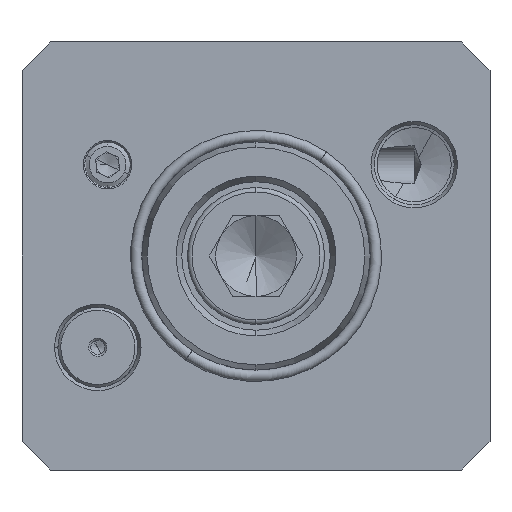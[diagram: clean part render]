
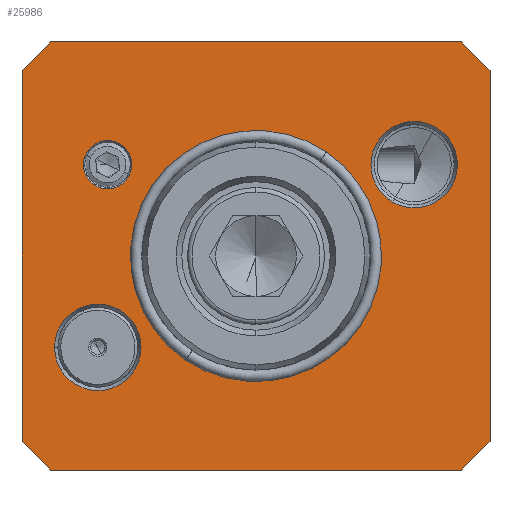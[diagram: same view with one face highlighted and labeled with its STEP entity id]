
A CAD part, left-side view. The second image highlights one B-rep face of the part: STEP entity #25986.
In plain terms, the highlighted planar face has unit normal (-1, 0, 0).
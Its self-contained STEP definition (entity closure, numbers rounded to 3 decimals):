
#186 = LINE ( 'NONE', #9346, #5858 ) ;
#214 = CIRCLE ( 'NONE', #6460, 7.577 ) ;
#587 = LINE ( 'NONE', #25157, #24934 ) ;
#889 = DIRECTION ( 'NONE',  ( 0., -1., 0. ) ) ;
#1322 = DIRECTION ( 'NONE',  ( -1., 0., 0. ) ) ;
#1337 = CARTESIAN_POINT ( 'NONE',  ( 0., 41., 32.5 ) ) ;
#1357 = LINE ( 'NONE', #23935, #14305 ) ;
#1544 = CIRCLE ( 'NONE', #28791, 7.577 ) ;
#1623 = CARTESIAN_POINT ( 'NONE',  ( 0., 27.713, -16. ) ) ;
#1736 = CARTESIAN_POINT ( 'NONE',  ( 0., 41., 32.5 ) ) ;
#1784 = ORIENTED_EDGE ( 'NONE', *, *, #7357, .F. ) ;
#1979 = CARTESIAN_POINT ( 'NONE',  ( 0., 41., -32.5 ) ) ;
#2019 = VERTEX_POINT ( 'NONE', #9297 ) ;
#2063 = EDGE_LOOP ( 'NONE', ( #4354, #27808 ) ) ;
#2132 = ORIENTED_EDGE ( 'NONE', *, *, #27456, .F. ) ;
#2944 = CARTESIAN_POINT ( 'NONE',  ( 0., -36., 37.5 ) ) ;
#3023 = AXIS2_PLACEMENT_3D ( 'NONE', #20665, #18268, #13632 ) ;
#3046 = DIRECTION ( 'NONE',  ( -1., 0., 0. ) ) ;
#3548 = AXIS2_PLACEMENT_3D ( 'NONE', #19456, #5990, #10614 ) ;
#3776 = EDGE_LOOP ( 'NONE', ( #2132, #20221, #1784, #13758, #19347, #4301, #5149, #9477 ) ) ;
#3973 = LINE ( 'NONE', #1736, #8349 ) ;
#4008 = CARTESIAN_POINT ( 'NONE',  ( 0., -41., 32.5 ) ) ;
#4164 = CARTESIAN_POINT ( 'NONE',  ( 0., -23.924, 9.438 ) ) ;
#4301 = ORIENTED_EDGE ( 'NONE', *, *, #13374, .F. ) ;
#4354 = ORIENTED_EDGE ( 'NONE', *, *, #27855, .T. ) ;
#4528 = CARTESIAN_POINT ( 'NONE',  ( 0., -36., -37.5 ) ) ;
#4918 = VERTEX_POINT ( 'NONE', #7139 ) ;
#5149 = ORIENTED_EDGE ( 'NONE', *, *, #23016, .F. ) ;
#5511 = CIRCLE ( 'NONE', #22227, 7.577 ) ;
#5707 = DIRECTION ( 'NONE',  ( 0., 1., 0. ) ) ;
#5858 = VECTOR ( 'NONE', #9202, 1000. ) ;
#5990 = DIRECTION ( 'NONE',  ( -1., 0., 0. ) ) ;
#6283 = DIRECTION ( 'NONE',  ( 0., 1., 0. ) ) ;
#6289 = VERTEX_POINT ( 'NONE', #29253 ) ;
#6460 = AXIS2_PLACEMENT_3D ( 'NONE', #15245, #13039, #6283 ) ;
#6760 = DIRECTION ( 'NONE',  ( 0., 0., 1. ) ) ;
#7139 = CARTESIAN_POINT ( 'NONE',  ( 0., 20.135, -16. ) ) ;
#7285 = CARTESIAN_POINT ( 'NONE',  ( 0., 36., -37.5 ) ) ;
#7315 = CIRCLE ( 'NONE', #16395, 20.2 ) ;
#7357 = EDGE_CURVE ( 'NONE', #16039, #17082, #1357, .T. ) ;
#7461 = CARTESIAN_POINT ( 'NONE',  ( 0., 26., 11.75 ) ) ;
#7895 = VERTEX_POINT ( 'NONE', #24607 ) ;
#8049 = EDGE_LOOP ( 'NONE', ( #18057, #29257 ) ) ;
#8349 = VECTOR ( 'NONE', #22069, 1000. ) ;
#8364 = EDGE_CURVE ( 'NONE', #27158, #13611, #587, .T. ) ;
#8542 = DIRECTION ( 'NONE',  ( -1., 0., 0. ) ) ;
#8743 = VECTOR ( 'NONE', #27354, 1000. ) ;
#8762 = FACE_BOUND ( 'NONE', #2063, .T. ) ;
#9098 = AXIS2_PLACEMENT_3D ( 'NONE', #22610, #20076, #6760 ) ;
#9144 = EDGE_CURVE ( 'NONE', #28006, #6289, #18646, .T. ) ;
#9202 = DIRECTION ( 'NONE',  ( 0., -0.707, -0.707 ) ) ;
#9268 = CIRCLE ( 'NONE', #3548, 4.25 ) ;
#9297 = CARTESIAN_POINT ( 'NONE',  ( 0., 41., -32.5 ) ) ;
#9346 = CARTESIAN_POINT ( 'NONE',  ( 0., -36., 37.5 ) ) ;
#9477 = ORIENTED_EDGE ( 'NONE', *, *, #9144, .F. ) ;
#10157 = EDGE_CURVE ( 'NONE', #26185, #4918, #12208, .T. ) ;
#10278 = ORIENTED_EDGE ( 'NONE', *, *, #18582, .F. ) ;
#10614 = DIRECTION ( 'NONE',  ( 0., 0., 1. ) ) ;
#10703 = FACE_BOUND ( 'NONE', #8049, .T. ) ;
#11332 = ORIENTED_EDGE ( 'NONE', *, *, #15740, .F. ) ;
#12208 = CIRCLE ( 'NONE', #23663, 7.577 ) ;
#12317 = CARTESIAN_POINT ( 'NONE',  ( 0., 35.29, -16. ) ) ;
#12571 = AXIS2_PLACEMENT_3D ( 'NONE', #18313, #22936, #15905 ) ;
#12638 = EDGE_CURVE ( 'NONE', #22377, #22804, #25022, .T. ) ;
#12878 = CARTESIAN_POINT ( 'NONE',  ( 0., -27.713, 16. ) ) ;
#13039 = DIRECTION ( 'NONE',  ( 1., 0., 0. ) ) ;
#13374 = EDGE_CURVE ( 'NONE', #17214, #27158, #186, .T. ) ;
#13611 = VERTEX_POINT ( 'NONE', #20081 ) ;
#13632 = DIRECTION ( 'NONE',  ( 0., 0., 1. ) ) ;
#13758 = ORIENTED_EDGE ( 'NONE', *, *, #25648, .F. ) ;
#14097 = EDGE_CURVE ( 'NONE', #7895, #25824, #28835, .T. ) ;
#14305 = VECTOR ( 'NONE', #5707, 1000. ) ;
#14382 = DIRECTION ( 'NONE',  ( 0., -0.5, 0.866 ) ) ;
#14850 = ORIENTED_EDGE ( 'NONE', *, *, #12638, .F. ) ;
#14980 = ORIENTED_EDGE ( 'NONE', *, *, #25534, .F. ) ;
#15245 = CARTESIAN_POINT ( 'NONE',  ( 0., 27.713, -16. ) ) ;
#15740 = EDGE_CURVE ( 'NONE', #22804, #22377, #7315, .T. ) ;
#15756 = CARTESIAN_POINT ( 'NONE',  ( 0., 0., 0. ) ) ;
#15905 = DIRECTION ( 'NONE',  ( 0., 0., 1. ) ) ;
#16039 = VERTEX_POINT ( 'NONE', #4528 ) ;
#16395 = AXIS2_PLACEMENT_3D ( 'NONE', #15756, #1322, #20563 ) ;
#16520 = VERTEX_POINT ( 'NONE', #27081 ) ;
#16887 = VERTEX_POINT ( 'NONE', #4164 ) ;
#17082 = VERTEX_POINT ( 'NONE', #7285 ) ;
#17214 = VERTEX_POINT ( 'NONE', #2944 ) ;
#18057 = ORIENTED_EDGE ( 'NONE', *, *, #14097, .F. ) ;
#18075 = DIRECTION ( 'NONE',  ( 1., 0., 0. ) ) ;
#18268 = DIRECTION ( 'NONE',  ( -1., 0., 0. ) ) ;
#18313 = CARTESIAN_POINT ( 'NONE',  ( 0., 0., 0. ) ) ;
#18437 = DIRECTION ( 'NONE',  ( 0., 0., -1. ) ) ;
#18582 = EDGE_CURVE ( 'NONE', #16887, #16520, #5511, .T. ) ;
#18646 = LINE ( 'NONE', #19200, #24423 ) ;
#18868 = LINE ( 'NONE', #28012, #21790 ) ;
#19200 = CARTESIAN_POINT ( 'NONE',  ( 0., 36., 37.5 ) ) ;
#19264 = EDGE_LOOP ( 'NONE', ( #11332, #14850 ) ) ;
#19347 = ORIENTED_EDGE ( 'NONE', *, *, #8364, .F. ) ;
#19456 = CARTESIAN_POINT ( 'NONE',  ( 0., 26., 16. ) ) ;
#20076 = DIRECTION ( 'NONE',  ( -1., 0., 0. ) ) ;
#20081 = CARTESIAN_POINT ( 'NONE',  ( 0., -41., -32.5 ) ) ;
#20221 = ORIENTED_EDGE ( 'NONE', *, *, #22844, .F. ) ;
#20277 = PLANE ( 'NONE',  #12571 ) ;
#20563 = DIRECTION ( 'NONE',  ( 0., 0., 1. ) ) ;
#20632 = CARTESIAN_POINT ( 'NONE',  ( 0., -41., -32.5 ) ) ;
#20665 = CARTESIAN_POINT ( 'NONE',  ( 0., 26., 16. ) ) ;
#21790 = VECTOR ( 'NONE', #889, 1000. ) ;
#22069 = DIRECTION ( 'NONE',  ( 0., 0., 1. ) ) ;
#22227 = AXIS2_PLACEMENT_3D ( 'NONE', #24739, #3046, #14382 ) ;
#22377 = VERTEX_POINT ( 'NONE', #24312 ) ;
#22468 = CARTESIAN_POINT ( 'NONE',  ( 0., 0., 20.2 ) ) ;
#22610 = CARTESIAN_POINT ( 'NONE',  ( 0., 0., 0. ) ) ;
#22651 = FACE_BOUND ( 'NONE', #26650, .T. ) ;
#22721 = LINE ( 'NONE', #20632, #8743 ) ;
#22804 = VERTEX_POINT ( 'NONE', #22468 ) ;
#22844 = EDGE_CURVE ( 'NONE', #17082, #2019, #27123, .T. ) ;
#22936 = DIRECTION ( 'NONE',  ( -1., 0., 0. ) ) ;
#23016 = EDGE_CURVE ( 'NONE', #6289, #17214, #18868, .T. ) ;
#23663 = AXIS2_PLACEMENT_3D ( 'NONE', #1623, #18075, #27194 ) ;
#23676 = VECTOR ( 'NONE', #26811, 1000. ) ;
#23935 = CARTESIAN_POINT ( 'NONE',  ( 0., 36., -37.5 ) ) ;
#24312 = CARTESIAN_POINT ( 'NONE',  ( 0., 0., -20.2 ) ) ;
#24423 = VECTOR ( 'NONE', #28339, 1000. ) ;
#24607 = CARTESIAN_POINT ( 'NONE',  ( 0., 26., 20.25 ) ) ;
#24735 = FACE_OUTER_BOUND ( 'NONE', #3776, .T. ) ;
#24739 = CARTESIAN_POINT ( 'NONE',  ( 0., -27.713, 16. ) ) ;
#24934 = VECTOR ( 'NONE', #18437, 1000. ) ;
#25022 = CIRCLE ( 'NONE', #9098, 20.2 ) ;
#25157 = CARTESIAN_POINT ( 'NONE',  ( 0., -41., 32.5 ) ) ;
#25534 = EDGE_CURVE ( 'NONE', #16520, #16887, #1544, .T. ) ;
#25648 = EDGE_CURVE ( 'NONE', #13611, #16039, #22721, .T. ) ;
#25824 = VERTEX_POINT ( 'NONE', #7461 ) ;
#25986 = ADVANCED_FACE ( 'NONE', ( #10703, #22651, #8762, #26988, #24735 ), #20277, .T. ) ;
#26185 = VERTEX_POINT ( 'NONE', #12317 ) ;
#26650 = EDGE_LOOP ( 'NONE', ( #10278, #14980 ) ) ;
#26682 = EDGE_CURVE ( 'NONE', #25824, #7895, #9268, .T. ) ;
#26811 = DIRECTION ( 'NONE',  ( 0., 0.707, 0.707 ) ) ;
#26988 = FACE_BOUND ( 'NONE', #19264, .T. ) ;
#27081 = CARTESIAN_POINT ( 'NONE',  ( 0., -31.501, 22.562 ) ) ;
#27123 = LINE ( 'NONE', #1979, #23676 ) ;
#27158 = VERTEX_POINT ( 'NONE', #4008 ) ;
#27194 = DIRECTION ( 'NONE',  ( 0., 1., 0. ) ) ;
#27354 = DIRECTION ( 'NONE',  ( 0., 0.707, -0.707 ) ) ;
#27456 = EDGE_CURVE ( 'NONE', #2019, #28006, #3973, .T. ) ;
#27808 = ORIENTED_EDGE ( 'NONE', *, *, #10157, .T. ) ;
#27855 = EDGE_CURVE ( 'NONE', #4918, #26185, #214, .T. ) ;
#28006 = VERTEX_POINT ( 'NONE', #1337 ) ;
#28012 = CARTESIAN_POINT ( 'NONE',  ( 0., 36., 37.5 ) ) ;
#28339 = DIRECTION ( 'NONE',  ( 0., -0.707, 0.707 ) ) ;
#28723 = DIRECTION ( 'NONE',  ( 0., -0.5, 0.866 ) ) ;
#28791 = AXIS2_PLACEMENT_3D ( 'NONE', #12878, #8542, #28723 ) ;
#28835 = CIRCLE ( 'NONE', #3023, 4.25 ) ;
#29253 = CARTESIAN_POINT ( 'NONE',  ( 0., 36., 37.5 ) ) ;
#29257 = ORIENTED_EDGE ( 'NONE', *, *, #26682, .F. ) ;
